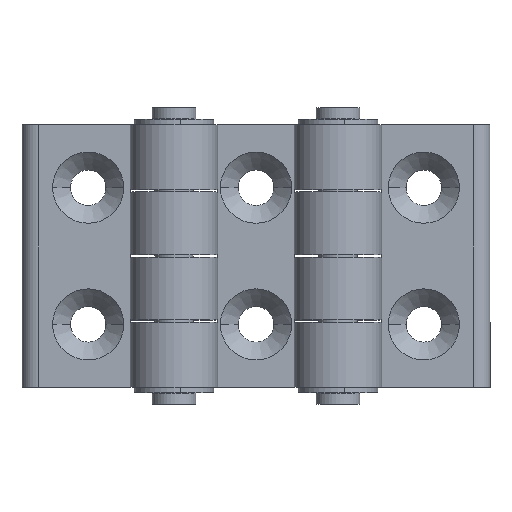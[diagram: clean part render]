
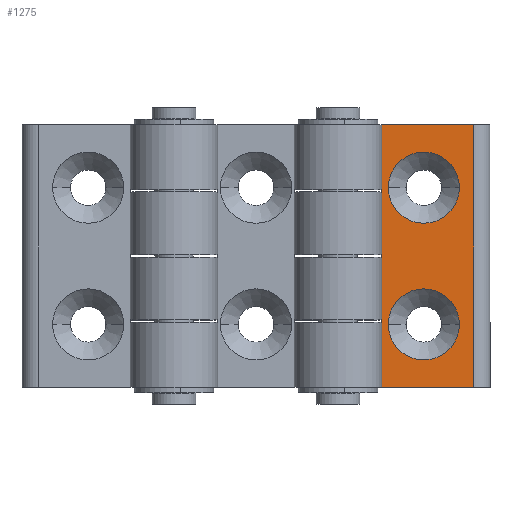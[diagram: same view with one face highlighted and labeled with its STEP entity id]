
A CAD part, top view. The second image highlights one B-rep face of the part: STEP entity #1275.
In plain terms, the highlighted planar face has unit normal (0, 0, 1).
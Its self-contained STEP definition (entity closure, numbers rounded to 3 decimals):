
#7 = EDGE_CURVE ( 'NONE', #947, #2908, #2504, .T. ) ;
#9 = CARTESIAN_POINT ( 'NONE',  ( 0., 12.5, 3.1 ) ) ;
#54 = CARTESIAN_POINT ( 'NONE',  ( -7.9, 11.7, 3.1 ) ) ;
#57 = CARTESIAN_POINT ( 'NONE',  ( -7.9, -24., 3.1 ) ) ;
#105 = VERTEX_POINT ( 'NONE', #201 ) ;
#119 = EDGE_LOOP ( 'NONE', ( #1736, #178 ) ) ;
#142 = CARTESIAN_POINT ( 'NONE',  ( 6.5, -12.5, 3.1 ) ) ;
#178 = ORIENTED_EDGE ( 'NONE', *, *, #7, .T. ) ;
#201 = CARTESIAN_POINT ( 'NONE',  ( -7.9, -12.1, 3.1 ) ) ;
#221 = CARTESIAN_POINT ( 'NONE',  ( 0., -12.1, 3.1 ) ) ;
#255 = CIRCLE ( 'NONE', #2126, 6.5 ) ;
#272 = LINE ( 'NONE', #1549, #1643 ) ;
#285 = CARTESIAN_POINT ( 'NONE',  ( -6.5, 12.5, 3.1 ) ) ;
#312 = VECTOR ( 'NONE', #2377, 1000. ) ;
#326 = CARTESIAN_POINT ( 'NONE',  ( -7.695, 0., 3.1 ) ) ;
#378 = CARTESIAN_POINT ( 'NONE',  ( -7.9, 24., 3.1 ) ) ;
#410 = DIRECTION ( 'NONE',  ( 1., 0., 0. ) ) ;
#412 = CIRCLE ( 'NONE', #2345, 6.5 ) ;
#420 = CARTESIAN_POINT ( 'NONE',  ( -7.695, 24., 3.1 ) ) ;
#429 = DIRECTION ( 'NONE',  ( 0., 0., 1. ) ) ;
#475 = FACE_OUTER_BOUND ( 'NONE', #2370, .T. ) ;
#521 = EDGE_CURVE ( 'NONE', #2038, #1554, #2314, .T. ) ;
#524 = CARTESIAN_POINT ( 'NONE',  ( 0., 0.2, 3.1 ) ) ;
#663 = FACE_BOUND ( 'NONE', #3280, .T. ) ;
#667 = CARTESIAN_POINT ( 'NONE',  ( 0., 12.5, 3.1 ) ) ;
#705 = CARTESIAN_POINT ( 'NONE',  ( 0., -12.5, 3.1 ) ) ;
#725 = EDGE_CURVE ( 'NONE', #1554, #2810, #3181, .T. ) ;
#768 = EDGE_CURVE ( 'NONE', #2908, #947, #412, .T. ) ;
#802 = DIRECTION ( 'NONE',  ( 0., 0., 1. ) ) ;
#811 = DIRECTION ( 'NONE',  ( 1., 0., 0. ) ) ;
#815 = LINE ( 'NONE', #326, #1865 ) ;
#856 = CARTESIAN_POINT ( 'NONE',  ( 6.5, 12.5, 3.1 ) ) ;
#902 = CIRCLE ( 'NONE', #3052, 6.5 ) ;
#947 = VERTEX_POINT ( 'NONE', #1029 ) ;
#966 = VERTEX_POINT ( 'NONE', #3104 ) ;
#992 = EDGE_CURVE ( 'NONE', #2625, #1464, #255, .T. ) ;
#995 = DIRECTION ( 'NONE',  ( 0., 0., -1. ) ) ;
#1007 = VECTOR ( 'NONE', #1408, 1000. ) ;
#1029 = CARTESIAN_POINT ( 'NONE',  ( -6.5, -12.5, 3.1 ) ) ;
#1039 = LINE ( 'NONE', #524, #1762 ) ;
#1051 = EDGE_CURVE ( 'NONE', #105, #1974, #1406, .T. ) ;
#1079 = DIRECTION ( 'NONE',  ( 0., -1., 0. ) ) ;
#1090 = CARTESIAN_POINT ( 'NONE',  ( 0., 11.7, 3.1 ) ) ;
#1167 = ORIENTED_EDGE ( 'NONE', *, *, #3126, .T. ) ;
#1188 = DIRECTION ( 'NONE',  ( 1., 0., 0. ) ) ;
#1246 = CARTESIAN_POINT ( 'NONE',  ( 0., 0., 3.1 ) ) ;
#1248 = DIRECTION ( 'NONE',  ( 1., 0., 0. ) ) ;
#1275 = ADVANCED_FACE ( 'NONE', ( #2525, #663, #475 ), #1742, .T. ) ;
#1321 = EDGE_CURVE ( 'NONE', #1787, #2997, #1039, .T. ) ;
#1334 = LINE ( 'NONE', #1090, #2436 ) ;
#1342 = EDGE_CURVE ( 'NONE', #1974, #2038, #2289, .T. ) ;
#1401 = ORIENTED_EDGE ( 'NONE', *, *, #521, .T. ) ;
#1406 = LINE ( 'NONE', #2626, #2988 ) ;
#1408 = DIRECTION ( 'NONE',  ( -1., 0., 0. ) ) ;
#1437 = ORIENTED_EDGE ( 'NONE', *, *, #3087, .F. ) ;
#1464 = VERTEX_POINT ( 'NONE', #856 ) ;
#1521 = DIRECTION ( 'NONE',  ( 1., 0., 0. ) ) ;
#1532 = DIRECTION ( 'NONE',  ( 1., 0., 0. ) ) ;
#1544 = ORIENTED_EDGE ( 'NONE', *, *, #1321, .T. ) ;
#1549 = CARTESIAN_POINT ( 'NONE',  ( -7.9, 24., 3.1 ) ) ;
#1554 = VERTEX_POINT ( 'NONE', #3128 ) ;
#1584 = VECTOR ( 'NONE', #2522, 1000. ) ;
#1601 = DIRECTION ( 'NONE',  ( 0., -1., 0. ) ) ;
#1643 = VECTOR ( 'NONE', #1601, 1000. ) ;
#1674 = DIRECTION ( 'NONE',  ( 0., -1., 0. ) ) ;
#1687 = ORIENTED_EDGE ( 'NONE', *, *, #2575, .T. ) ;
#1736 = ORIENTED_EDGE ( 'NONE', *, *, #768, .T. ) ;
#1740 = LINE ( 'NONE', #2261, #1584 ) ;
#1742 = PLANE ( 'NONE',  #2774 ) ;
#1762 = VECTOR ( 'NONE', #1777, 1000. ) ;
#1777 = DIRECTION ( 'NONE',  ( 1., 0., 0. ) ) ;
#1787 = VERTEX_POINT ( 'NONE', #2849 ) ;
#1832 = DIRECTION ( 'NONE',  ( 1., 0., 0. ) ) ;
#1862 = EDGE_CURVE ( 'NONE', #1464, #2625, #902, .T. ) ;
#1865 = VECTOR ( 'NONE', #1079, 1000. ) ;
#1916 = VECTOR ( 'NONE', #1521, 1000. ) ;
#1968 = ORIENTED_EDGE ( 'NONE', *, *, #1862, .F. ) ;
#1974 = VERTEX_POINT ( 'NONE', #2143 ) ;
#2001 = EDGE_CURVE ( 'NONE', #2359, #966, #1334, .T. ) ;
#2030 = CARTESIAN_POINT ( 'NONE',  ( 0., -12.5, 3.1 ) ) ;
#2038 = VERTEX_POINT ( 'NONE', #3144 ) ;
#2039 = ORIENTED_EDGE ( 'NONE', *, *, #725, .T. ) ;
#2069 = ORIENTED_EDGE ( 'NONE', *, *, #992, .F. ) ;
#2126 = AXIS2_PLACEMENT_3D ( 'NONE', #9, #802, #1832 ) ;
#2143 = CARTESIAN_POINT ( 'NONE',  ( -7.9, -24., 3.1 ) ) ;
#2253 = EDGE_CURVE ( 'NONE', #2997, #2873, #1740, .T. ) ;
#2261 = CARTESIAN_POINT ( 'NONE',  ( -7.695, 0., 3.1 ) ) ;
#2265 = DIRECTION ( 'NONE',  ( 0., 0., -1. ) ) ;
#2274 = ORIENTED_EDGE ( 'NONE', *, *, #1342, .T. ) ;
#2289 = LINE ( 'NONE', #57, #3044 ) ;
#2314 = LINE ( 'NONE', #2349, #312 ) ;
#2345 = AXIS2_PLACEMENT_3D ( 'NONE', #2030, #995, #1248 ) ;
#2349 = CARTESIAN_POINT ( 'NONE',  ( 9.1, 24., 3.1 ) ) ;
#2359 = VERTEX_POINT ( 'NONE', #54 ) ;
#2367 = CARTESIAN_POINT ( 'NONE',  ( -7.695, -12.1, 3.1 ) ) ;
#2370 = EDGE_LOOP ( 'NONE', ( #2274, #1401, #2039, #1167, #2746, #1687, #1544, #3131, #1437, #3218 ) ) ;
#2377 = DIRECTION ( 'NONE',  ( 0., 1., 0. ) ) ;
#2379 = CARTESIAN_POINT ( 'NONE',  ( -7.695, 0.2, 3.1 ) ) ;
#2436 = VECTOR ( 'NONE', #811, 1000. ) ;
#2447 = AXIS2_PLACEMENT_3D ( 'NONE', #705, #2265, #3283 ) ;
#2504 = CIRCLE ( 'NONE', #2447, 6.5 ) ;
#2515 = LINE ( 'NONE', #221, #1916 ) ;
#2522 = DIRECTION ( 'NONE',  ( 0., -1., 0. ) ) ;
#2525 = FACE_BOUND ( 'NONE', #119, .T. ) ;
#2575 = EDGE_CURVE ( 'NONE', #2359, #1787, #272, .T. ) ;
#2625 = VERTEX_POINT ( 'NONE', #285 ) ;
#2626 = CARTESIAN_POINT ( 'NONE',  ( -7.9, 24., 3.1 ) ) ;
#2746 = ORIENTED_EDGE ( 'NONE', *, *, #2001, .F. ) ;
#2774 = AXIS2_PLACEMENT_3D ( 'NONE', #1246, #429, #410 ) ;
#2810 = VERTEX_POINT ( 'NONE', #420 ) ;
#2849 = CARTESIAN_POINT ( 'NONE',  ( -7.9, 0.2, 3.1 ) ) ;
#2873 = VERTEX_POINT ( 'NONE', #2367 ) ;
#2908 = VERTEX_POINT ( 'NONE', #142 ) ;
#2988 = VECTOR ( 'NONE', #1674, 1000. ) ;
#2997 = VERTEX_POINT ( 'NONE', #2379 ) ;
#3044 = VECTOR ( 'NONE', #1532, 1000. ) ;
#3052 = AXIS2_PLACEMENT_3D ( 'NONE', #667, #3182, #1188 ) ;
#3087 = EDGE_CURVE ( 'NONE', #105, #2873, #2515, .T. ) ;
#3104 = CARTESIAN_POINT ( 'NONE',  ( -7.695, 11.7, 3.1 ) ) ;
#3126 = EDGE_CURVE ( 'NONE', #2810, #966, #815, .T. ) ;
#3128 = CARTESIAN_POINT ( 'NONE',  ( 9.1, 24., 3.1 ) ) ;
#3131 = ORIENTED_EDGE ( 'NONE', *, *, #2253, .T. ) ;
#3144 = CARTESIAN_POINT ( 'NONE',  ( 9.1, -24., 3.1 ) ) ;
#3181 = LINE ( 'NONE', #378, #1007 ) ;
#3182 = DIRECTION ( 'NONE',  ( 0., 0., 1. ) ) ;
#3218 = ORIENTED_EDGE ( 'NONE', *, *, #1051, .T. ) ;
#3280 = EDGE_LOOP ( 'NONE', ( #1968, #2069 ) ) ;
#3283 = DIRECTION ( 'NONE',  ( 1., 0., 0. ) ) ;
